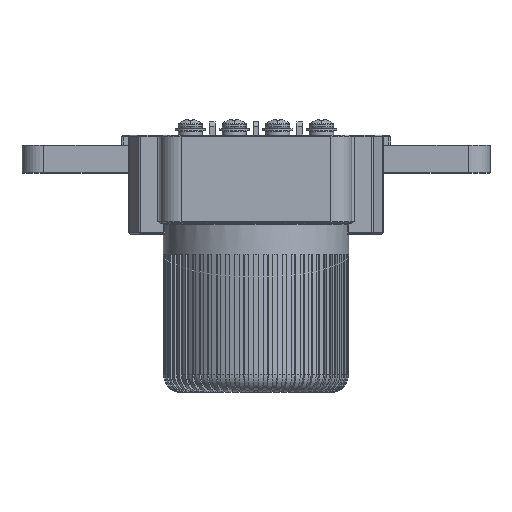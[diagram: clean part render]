
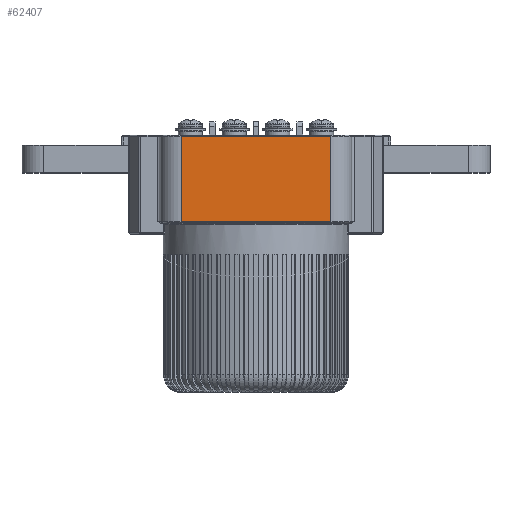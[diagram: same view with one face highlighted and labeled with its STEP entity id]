
A CAD part, top view. The second image highlights one B-rep face of the part: STEP entity #62407.
In plain terms, the highlighted planar face has unit normal (0, 0, 1).
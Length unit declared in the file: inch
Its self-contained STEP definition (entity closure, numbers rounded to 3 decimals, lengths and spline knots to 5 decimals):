
#24488 = EDGE_CURVE ( 'NONE', #88217, #88223, #143418, .T. ) ;
#24499 = EDGE_CURVE ( 'NONE', #88217, #87212, #143413, .T. ) ;
#24529 = EDGE_CURVE ( 'NONE', #87212, #87876, #143562, .T. ) ;
#24533 = EDGE_CURVE ( 'NONE', #87876, #88223, #143569, .T. ) ;
#26486 = CARTESIAN_POINT ( 'NONE',  ( -0.855, 0.53723, 1.4675 ) ) ;
#26487 = PLANE ( 'NONE',  #83893 ) ;
#26497 = DIRECTION ( 'NONE',  ( 0., 0., -1. ) ) ;
#26498 = DIRECTION ( 'NONE',  ( -1., 0., 0. ) ) ;
#28434 = FACE_OUTER_BOUND ( 'NONE', #67910, .T. ) ;
#30536 = CARTESIAN_POINT ( 'NONE',  ( -0.855, 1.44223, 1.4675 ) ) ;
#30720 = CARTESIAN_POINT ( 'NONE',  ( -0.855, 0.46723, 1.4675 ) ) ;
#30801 = CARTESIAN_POINT ( 'NONE',  ( 0.855, 1.44223, 1.4675 ) ) ;
#30802 = CARTESIAN_POINT ( 'NONE',  ( 0.855, 0.46723, 1.4675 ) ) ;
#45941 = ORIENTED_EDGE ( 'NONE', *, *, #24488, .F. ) ;
#45943 = ORIENTED_EDGE ( 'NONE', *, *, #24499, .T. ) ;
#45944 = ORIENTED_EDGE ( 'NONE', *, *, #24529, .T. ) ;
#45945 = ORIENTED_EDGE ( 'NONE', *, *, #24533, .T. ) ;
#62407 = ADVANCED_FACE ( 'NONE', ( #28434 ), #26487, .F. ) ;
#67910 = EDGE_LOOP ( 'NONE', ( #45941, #45943, #45944, #45945 ) ) ;
#70394 = CARTESIAN_POINT ( 'NONE',  ( 0.855, 0.53723, 1.4675 ) ) ;
#70427 = DIRECTION ( 'NONE',  ( 0., -1., 0. ) ) ;
#70486 = CARTESIAN_POINT ( 'NONE',  ( -0.855, 1.44223, 1.4675 ) ) ;
#70491 = DIRECTION ( 'NONE',  ( -1., 0., 0. ) ) ;
#70646 = CARTESIAN_POINT ( 'NONE',  ( -0.855, 0.53723, 1.4675 ) ) ;
#70648 = DIRECTION ( 'NONE',  ( 0., -1., 0. ) ) ;
#70664 = CARTESIAN_POINT ( 'NONE',  ( -0.855, 0.46723, 1.4675 ) ) ;
#70667 = DIRECTION ( 'NONE',  ( 1., 0., 0. ) ) ;
#83893 = AXIS2_PLACEMENT_3D ( 'NONE', #26486, #26497, #26498 ) ;
#87212 = VERTEX_POINT ( 'NONE', #30536 ) ;
#87876 = VERTEX_POINT ( 'NONE', #30720 ) ;
#88217 = VERTEX_POINT ( 'NONE', #30801 ) ;
#88223 = VERTEX_POINT ( 'NONE', #30802 ) ;
#143345 = VECTOR ( 'NONE', #70427, 39.37008 ) ;
#143413 = LINE ( 'NONE', #70486, #143432 ) ;
#143418 = LINE ( 'NONE', #70394, #143345 ) ;
#143432 = VECTOR ( 'NONE', #70491, 39.37008 ) ;
#143562 = LINE ( 'NONE', #70646, #143574 ) ;
#143569 = LINE ( 'NONE', #70664, #143582 ) ;
#143574 = VECTOR ( 'NONE', #70648, 39.37008 ) ;
#143582 = VECTOR ( 'NONE', #70667, 39.37008 ) ;
